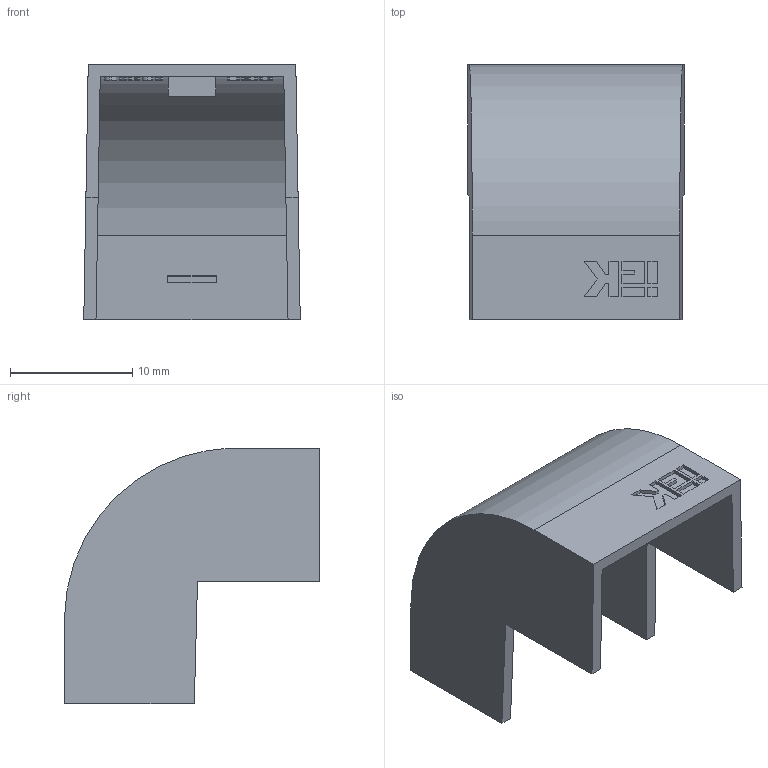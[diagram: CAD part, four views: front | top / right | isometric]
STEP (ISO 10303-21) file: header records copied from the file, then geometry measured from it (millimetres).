
FILE_DESCRIPTION (( 'STEP AP214' ), '1' );
FILE_NAME ('CKMP10D-N-015-010-K01 Âíåøíèé óãîë ÊÌÍ 15õ10 (4 øò._êîìï.).STEP', '2016-06-20T06:27:52', ( '' ), ( '' ), 'SwSTEP 2.0', 'SolidWorks 2014', '' );
FILE_SCHEMA (( 'AUTOMOTIVE_DESIGN' ));
Length unit declared in the file: millimetre
Products named in the file (1): CKMP10D-N-015-010-K01 Âíåøíèé óãîë ÊÌÍ 15õ10 (4 øò._êîìï.)
Bounding box: 17.73 x 20.9 x 20.9 mm (x, y, z)
Volume: 1126.1 mm3; surface area: 2415.3 mm2
Topology: 1 solids, 1 shells, 228 faces, 630 edges, 420 vertices
Faces by surface type: plane 137, bspline 86, cylinder 5
Entity records: 9394 total; most frequent: CARTESIAN_POINT 4149, ORIENTED_EDGE 1260, DIRECTION 738, EDGE_CURVE 630, VECTOR 448, LINE 448, VERTEX_POINT 420, EDGE_LOOP 244
